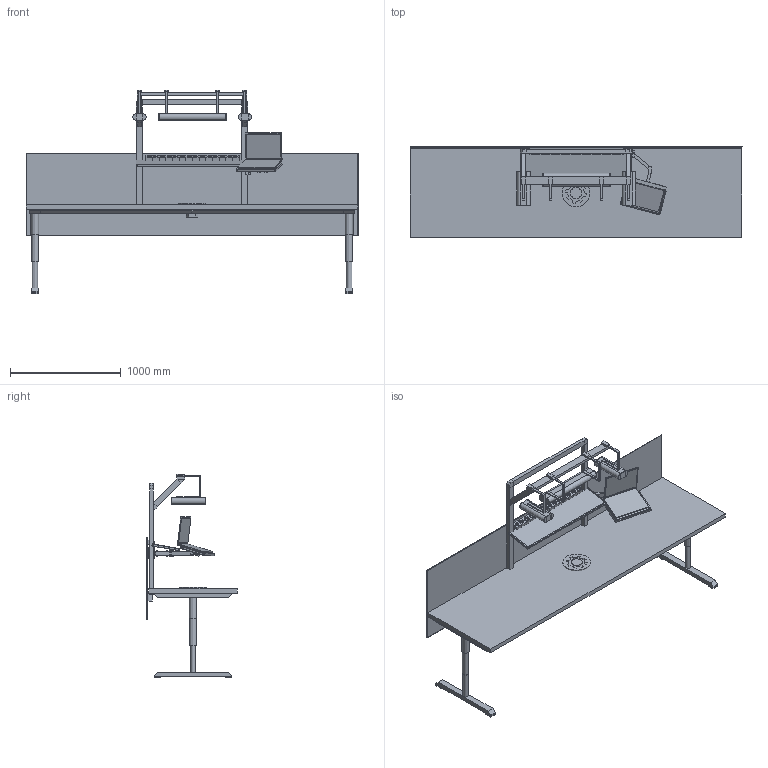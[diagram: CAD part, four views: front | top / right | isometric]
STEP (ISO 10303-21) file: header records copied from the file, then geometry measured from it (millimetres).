
FILE_DESCRIPTION(('HOOPS Exchange Step'),'2;1');
FILE_NAME('GOE_Arbeitstisch.step','2024-09-25T15:50:35+02:00',('Konstantin Paul'),('Unknown organisation'),'HOOPS Exchange 2024.2','HOOPS Exchange','Unknown authorisation');
FILE_SCHEMA( ('AP242_MANAGED_MODEL_BASED_3D_ENGINEERING_MIM_LF {1 0 10303 442 1 1 4 }') );
Length unit declared in the file: millimetre
Products named in the file (3): GeoContainer; Manual Workstation; ROOT
Assembly tree (2 placements, depth 3):
  ROOT
    Manual Workstation
      GeoContainer
Bounding box: 2991 x 817 x 1832.13 mm (x, y, z)
Surface area: 19736343.2 mm2 (no closed solid volume)
Topology: 0 solids, 119 shells, 762 faces, 0 edges, 0 vertices
Faces by surface type: other 762
Entity records: 1239 total; most frequent: TRIANGULATED_FACE 762, COORDINATES_LIST 119, TESSELLATED_SHELL 119, STYLED_ITEM 119, DIRECTION 12, CARTESIAN_POINT 6, AXIS2_PLACEMENT_3D 6, FILL_AREA_STYLE_COLOUR 6
